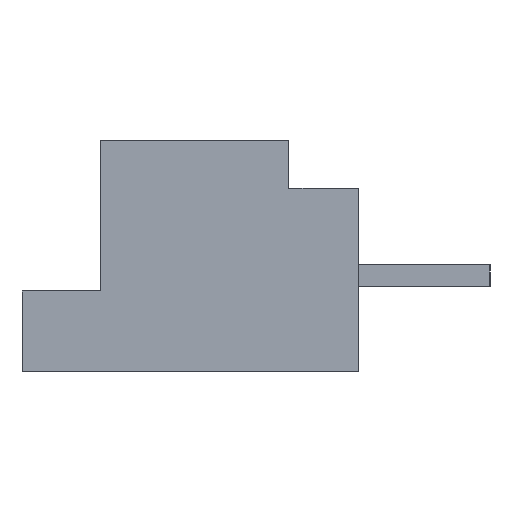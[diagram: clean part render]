
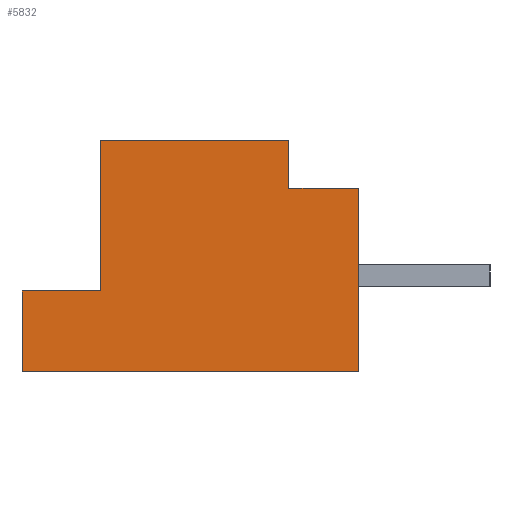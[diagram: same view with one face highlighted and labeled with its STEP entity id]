
A CAD part, left-side view. The second image highlights one B-rep face of the part: STEP entity #5832.
In plain terms, the highlighted planar face has unit normal (-1, 0, 0).
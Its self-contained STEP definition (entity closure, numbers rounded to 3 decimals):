
#32 = VERTEX_POINT ( 'NONE', #4380 ) ;
#37 = EDGE_CURVE ( 'NONE', #32, #2943, #4374, .T. ) ;
#48 = EDGE_CURVE ( 'NONE', #6425, #32, #4356, .T. ) ;
#2397 = DIRECTION ( 'NONE',  ( 0., 0., -1. ) ) ;
#2398 = VECTOR ( 'NONE', #2397, 1000. ) ;
#2399 = CARTESIAN_POINT ( 'NONE',  ( -13., -2.25, 3.1 ) ) ;
#2400 = LINE ( 'NONE', #2399, #2398 ) ;
#2416 = DIRECTION ( 'NONE',  ( 0., -1., 0. ) ) ;
#2417 = VECTOR ( 'NONE', #2416, 1000. ) ;
#2418 = CARTESIAN_POINT ( 'NONE',  ( -13., -3.85, -2.2 ) ) ;
#2419 = LINE ( 'NONE', #2418, #2417 ) ;
#2455 = DIRECTION ( 'NONE',  ( 0., 0., -1. ) ) ;
#2456 = DIRECTION ( 'NONE',  ( 1., 0., 0. ) ) ;
#2457 = CARTESIAN_POINT ( 'NONE',  ( -13., -3.85, 3.1 ) ) ;
#2458 = AXIS2_PLACEMENT_3D ( 'NONE', #2457, #2456, #2455 ) ;
#2459 = PLANE ( 'NONE',  #2458 ) ;
#2460 = FACE_OUTER_BOUND ( 'NONE', #5459, .T. ) ;
#2465 = DIRECTION ( 'NONE',  ( 0., -1., 0. ) ) ;
#2466 = VECTOR ( 'NONE', #2465, 1000. ) ;
#2467 = CARTESIAN_POINT ( 'NONE',  ( -13., -2.25, 2. ) ) ;
#2468 = LINE ( 'NONE', #2467, #2466 ) ;
#2469 = CARTESIAN_POINT ( 'NONE',  ( -13., -2.25, 2. ) ) ;
#2610 = CARTESIAN_POINT ( 'NONE',  ( -13., 3.85, -0.35 ) ) ;
#2649 = CARTESIAN_POINT ( 'NONE',  ( -13., 3.85, -2.2 ) ) ;
#2650 = DIRECTION ( 'NONE',  ( 0., 0., -1. ) ) ;
#2651 = VECTOR ( 'NONE', #2650, 1000. ) ;
#2652 = CARTESIAN_POINT ( 'NONE',  ( -13., 3.85, 3.1 ) ) ;
#2653 = LINE ( 'NONE', #2652, #2651 ) ;
#2704 = CARTESIAN_POINT ( 'NONE',  ( -13., -3.85, -2.2 ) ) ;
#2705 = DIRECTION ( 'NONE',  ( 0., 0., -1. ) ) ;
#2706 = VECTOR ( 'NONE', #2705, 1000. ) ;
#2707 = CARTESIAN_POINT ( 'NONE',  ( -13., -3.85, 3.1 ) ) ;
#2708 = LINE ( 'NONE', #2707, #2706 ) ;
#2709 = CARTESIAN_POINT ( 'NONE',  ( -13., -3.85, 2. ) ) ;
#2940 = EDGE_CURVE ( 'NONE', #2943, #2952, #4648, .T. ) ;
#2943 = VERTEX_POINT ( 'NONE', #4708 ) ;
#2952 = VERTEX_POINT ( 'NONE', #4693 ) ;
#4283 = ORIENTED_EDGE ( 'NONE', *, *, #2940, .F. ) ;
#4284 = ORIENTED_EDGE ( 'NONE', *, *, #4286, .F. ) ;
#4285 = ORIENTED_EDGE ( 'NONE', *, *, #37, .F. ) ;
#4286 = EDGE_CURVE ( 'NONE', #2952, #5241, #2400, .T. ) ;
#4313 = ORIENTED_EDGE ( 'NONE', *, *, #48, .F. ) ;
#4314 = ORIENTED_EDGE ( 'NONE', *, *, #6438, .T. ) ;
#4315 = ORIENTED_EDGE ( 'NONE', *, *, #4316, .T. ) ;
#4316 = EDGE_CURVE ( 'NONE', #6439, #6487, #2419, .T. ) ;
#4355 = CARTESIAN_POINT ( 'NONE',  ( -13., 2.05, -0.35 ) ) ;
#4356 = LINE ( 'NONE', #4355, #4419 ) ;
#4371 = DIRECTION ( 'NONE',  ( 0., 0., 1. ) ) ;
#4372 = VECTOR ( 'NONE', #4371, 1000. ) ;
#4373 = CARTESIAN_POINT ( 'NONE',  ( -13., 2.05, 3.1 ) ) ;
#4374 = LINE ( 'NONE', #4373, #4372 ) ;
#4380 = CARTESIAN_POINT ( 'NONE',  ( -13., 2.05, -0.35 ) ) ;
#4418 = DIRECTION ( 'NONE',  ( 0., -1., 0. ) ) ;
#4419 = VECTOR ( 'NONE', #4418, 1000. ) ;
#4647 = CARTESIAN_POINT ( 'NONE',  ( -13., -3.85, 3.1 ) ) ;
#4648 = LINE ( 'NONE', #4647, #4710 ) ;
#4693 = CARTESIAN_POINT ( 'NONE',  ( -13., -2.25, 3.1 ) ) ;
#4708 = CARTESIAN_POINT ( 'NONE',  ( -13., 2.05, 3.1 ) ) ;
#4709 = DIRECTION ( 'NONE',  ( 0., -1., 0. ) ) ;
#4710 = VECTOR ( 'NONE', #4709, 1000. ) ;
#5184 = ORIENTED_EDGE ( 'NONE', *, *, #6486, .F. ) ;
#5241 = VERTEX_POINT ( 'NONE', #2469 ) ;
#5304 = EDGE_CURVE ( 'NONE', #5241, #6484, #2468, .T. ) ;
#5402 = ORIENTED_EDGE ( 'NONE', *, *, #5304, .F. ) ;
#5459 = EDGE_LOOP ( 'NONE', ( #5184, #5402, #4284, #4283, #4285, #4313, #4314, #4315 ) ) ;
#5832 = ADVANCED_FACE ( 'NONE', ( #2460 ), #2459, .F. ) ;
#6425 = VERTEX_POINT ( 'NONE', #2610 ) ;
#6438 = EDGE_CURVE ( 'NONE', #6425, #6439, #2653, .T. ) ;
#6439 = VERTEX_POINT ( 'NONE', #2649 ) ;
#6484 = VERTEX_POINT ( 'NONE', #2709 ) ;
#6486 = EDGE_CURVE ( 'NONE', #6484, #6487, #2708, .T. ) ;
#6487 = VERTEX_POINT ( 'NONE', #2704 ) ;
